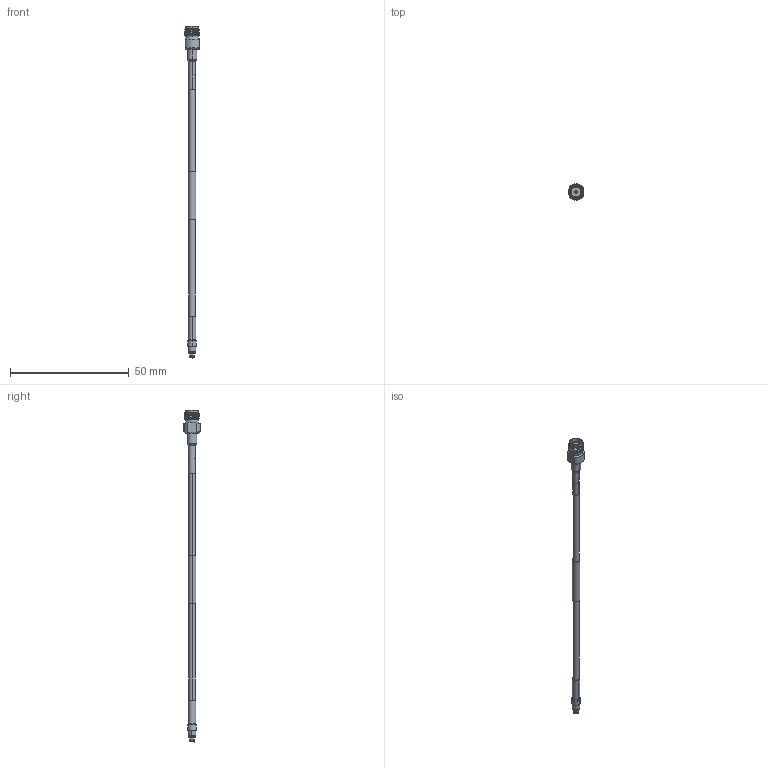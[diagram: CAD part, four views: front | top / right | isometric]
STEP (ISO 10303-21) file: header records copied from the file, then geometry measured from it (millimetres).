
FILE_DESCRIPTION (( 'STEP AP214' ), '1' );
FILE_NAME ('FMC1325085_3D.step', '2023-08-01T16:10:07', ( '' ), ( '' ), 'SwSTEP 2.0', 'SolidWorks 2022', '' );
FILE_SCHEMA (( 'AUTOMOTIVE_DESIGN' ));
Length unit declared in the file: inch
Products named in the file (5): FM-F086^FMC1325085_FM-F086; FMC1325085_3D; Heat Shrinks^FMC1325085; SC3519A_3D^FMC1325085; SC5431_3D^FMC1325085
Assembly tree (4 placements, depth 2):
  FMC1325085_3D
    FM-F086^FMC1325085_FM-F086
    Heat Shrinks^FMC1325085
    SC3519A_3D^FMC1325085
    SC5431_3D^FMC1325085
Bounding box: 6.34 x 7 x 139.89 mm (x, y, z)
Volume: 1140.6 mm3; surface area: 1719.3 mm2
Topology: 5 solids, 5 shells, 182 faces, 454 edges, 293 vertices
Faces by surface type: cylinder 61, plane 60, cone 46, bspline 13, torus 2
Entity records: 8295 total; most frequent: CARTESIAN_POINT 3766, ORIENTED_EDGE 904, DIRECTION 888, EDGE_CURVE 452, AXIS2_PLACEMENT_3D 359, VERTEX_POINT 293, EDGE_LOOP 197, CIRCLE 183
